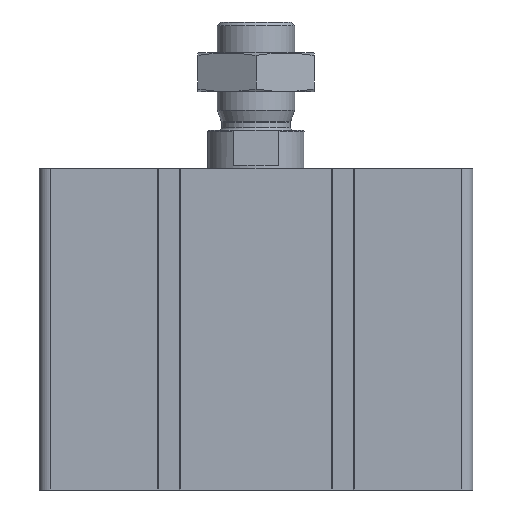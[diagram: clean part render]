
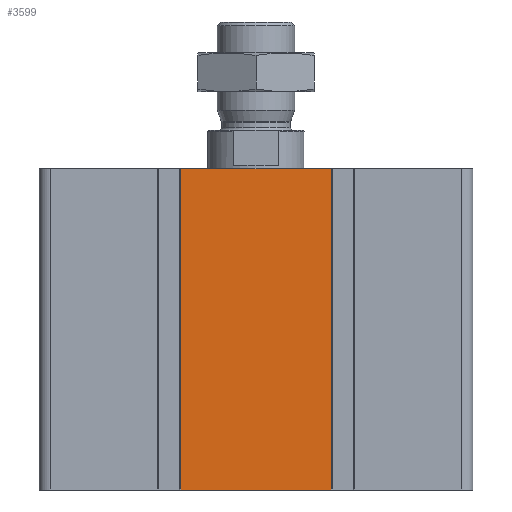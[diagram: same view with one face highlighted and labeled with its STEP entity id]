
A CAD part, front view. The second image highlights one B-rep face of the part: STEP entity #3599.
In plain terms, the highlighted planar face has unit normal (0, -1, 0).
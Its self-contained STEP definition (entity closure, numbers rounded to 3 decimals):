
#107=LINE('',#5584,#389);
#108=LINE('',#5586,#390);
#109=LINE('',#5588,#391);
#110=LINE('',#5590,#392);
#389=VECTOR('',#4415,1000.);
#390=VECTOR('',#4418,1000.);
#391=VECTOR('',#4419,1000.);
#392=VECTOR('',#4420,1000.);
#644=PLANE('',#3885);
#819=ORIENTED_EDGE('',*,*,#1836,.F.);
#820=ORIENTED_EDGE('',*,*,#1835,.F.);
#821=ORIENTED_EDGE('',*,*,#1837,.T.);
#822=ORIENTED_EDGE('',*,*,#1838,.T.);
#1835=EDGE_CURVE('',#2335,#2334,#107,.T.);
#1836=EDGE_CURVE('',#2334,#2336,#108,.T.);
#1837=EDGE_CURVE('',#2335,#2337,#109,.T.);
#1838=EDGE_CURVE('',#2337,#2336,#110,.T.);
#2334=VERTEX_POINT('',#5581);
#2335=VERTEX_POINT('',#5583);
#2336=VERTEX_POINT('',#5587);
#2337=VERTEX_POINT('',#5589);
#2904=EDGE_LOOP('',(#819,#820,#821,#822));
#3204=FACE_BOUND('',#2904,.T.);
#3599=ADVANCED_FACE('',(#3204),#644,.T.);
#3885=AXIS2_PLACEMENT_3D('',#5585,#4416,#4417);
#4415=DIRECTION('',(0.,0.,1.));
#4416=DIRECTION('',(0.,-1.,0.));
#4417=DIRECTION('',(0.,0.,-1.));
#4418=DIRECTION('',(1.,0.,0.));
#4419=DIRECTION('',(1.,0.,0.));
#4420=DIRECTION('',(0.,0.,1.));
#5581=CARTESIAN_POINT('',(-19.5,-56.1,0.));
#5583=CARTESIAN_POINT('',(-19.5,-56.1,-83.));
#5584=CARTESIAN_POINT('',(-19.5,-56.1,-83.));
#5585=CARTESIAN_POINT('',(-19.5,-56.1,-83.));
#5586=CARTESIAN_POINT('',(-19.5,-56.1,0.));
#5587=CARTESIAN_POINT('',(19.5,-56.1,0.));
#5588=CARTESIAN_POINT('',(-19.5,-56.1,-83.));
#5589=CARTESIAN_POINT('',(19.5,-56.1,-83.));
#5590=CARTESIAN_POINT('',(19.5,-56.1,-83.));
